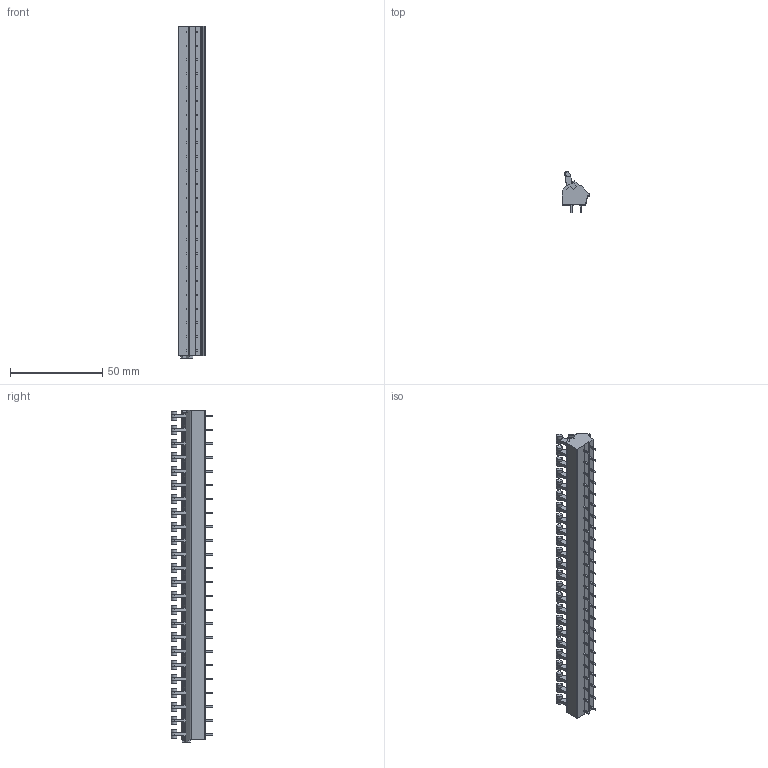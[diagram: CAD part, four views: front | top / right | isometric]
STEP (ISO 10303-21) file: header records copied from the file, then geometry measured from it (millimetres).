
FILE_DESCRIPTION((''),'2;1');
FILE_NAME('123','2024-10-15T10:37:05',('tluser'),(''),'CREO PARAMETRIC BY PTC INC, 2018100','CREO PARAMETRIC BY PTC INC, 2018100','');
FILE_SCHEMA(('CONFIG_CONTROL_DESIGN'));
Products named in the file (1): 123
Bounding box: 15 x 22.27 x 179.8 mm (x, y, z)
Volume: 24614 mm3; surface area: 13148.2 mm2
Topology: 1 solids, 1 shells, 1800 faces, 4482 edges, 2756 vertices
Faces by surface type: plane 801, cylinder 759, bspline 120, sphere 48, torus 48, cone 24
Entity records: 65570 total; most frequent: CARTESIAN_POINT 23294, ORIENTED_EDGE 8964, DIRECTION 8616, EDGE_CURVE 4482, AXIS2_PLACEMENT_3D 2910, VECTOR 2796, LINE 2796, VERTEX_POINT 2756
